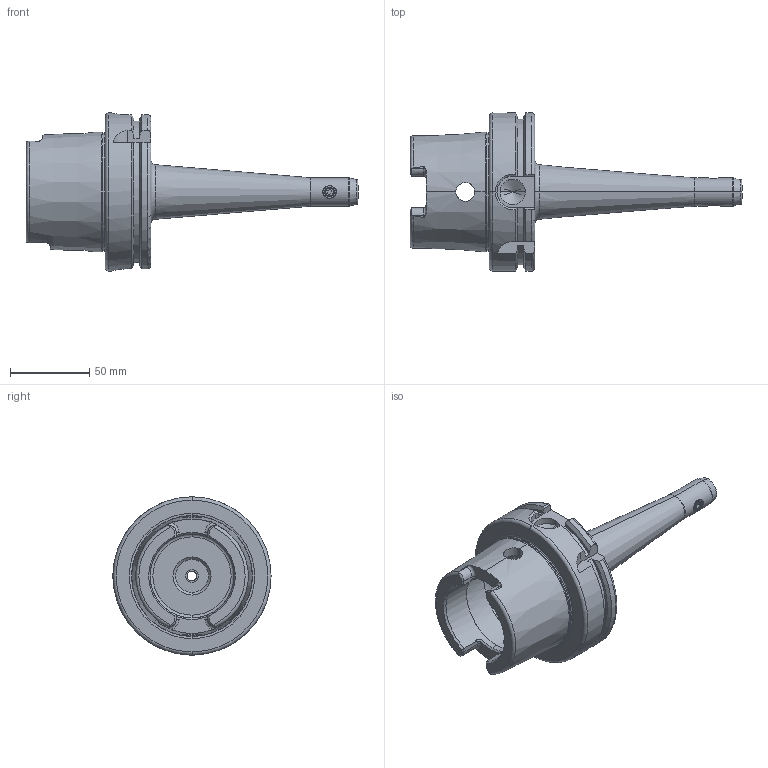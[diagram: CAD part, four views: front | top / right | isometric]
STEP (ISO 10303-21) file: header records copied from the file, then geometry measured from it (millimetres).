
FILE_DESCRIPTION (( 'STEP AP203' ), '1' );
FILE_NAME ('91100A-WE806160.STEP', '2023-10-27T13:00:10', ( '' ), ( '' ), 'SwSTEP 2.0', 'SolidWorks 2018', '' );
FILE_SCHEMA (( 'CONFIG_CONTROL_DESIGN' ));
Length unit declared in the file: millimetre
Products named in the file (4): HSKA100EM06160WW; M6X6_DIN 913 - M6 x 6-N; 91100A-WE806160
Assembly tree (3 placements, depth 3):
  91100A-WE806160
    HSKA100EM06160WW
      HSKA100EM06160WW
      M6X6_DIN 913 - M6 x 6-N
Bounding box: 210 x 100 x 100 mm (x, y, z)
Volume: 311482.7 mm3; surface area: 62429.9 mm2
Topology: 2 solids, 2 shells, 205 faces, 505 edges, 307 vertices
Faces by surface type: plane 62, cylinder 56, cone 42, torus 33, bspline 10, sphere 2
Entity records: 7851 total; most frequent: CARTESIAN_POINT 2731, ORIENTED_EDGE 1002, DIRECTION 979, EDGE_CURVE 501, AXIS2_PLACEMENT_3D 397, VERTEX_POINT 307, EDGE_LOOP 220, ADVANCED_FACE 205
